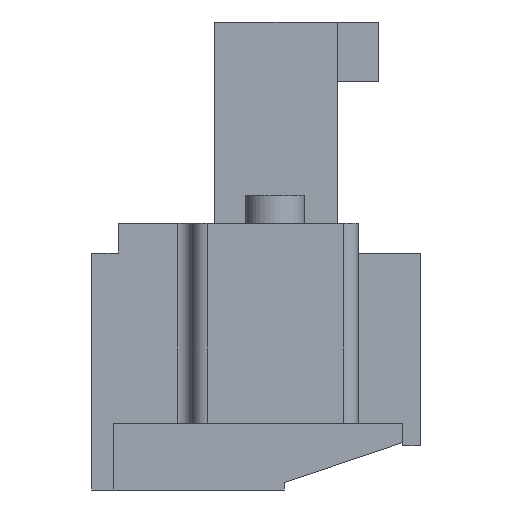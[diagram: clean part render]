
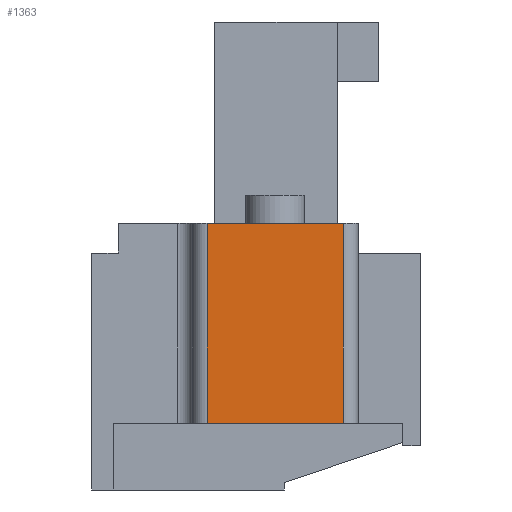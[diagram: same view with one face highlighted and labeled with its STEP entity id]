
A CAD part, left-side view. The second image highlights one B-rep face of the part: STEP entity #1363.
In plain terms, the highlighted planar face has unit normal (-1, 0, 0).
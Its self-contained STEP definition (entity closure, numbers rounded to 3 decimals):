
#1363 = ADVANCED_FACE( '', ( #3027 ), #3028, .T. );
#3027 = FACE_OUTER_BOUND( '', #5143, .T. );
#3028 = PLANE( '', #5144 );
#5143 = EDGE_LOOP( '', ( #8439, #8440, #8441, #8442 ) );
#5144 = AXIS2_PLACEMENT_3D( '', #8443, #8444, #8445 );
#8439 = ORIENTED_EDGE( '', *, *, #13602, .T. );
#8440 = ORIENTED_EDGE( '', *, *, #13603, .T. );
#8441 = ORIENTED_EDGE( '', *, *, #13432, .T. );
#8442 = ORIENTED_EDGE( '', *, *, #13604, .T. );
#8443 = CARTESIAN_POINT( '', ( -18.535, 0., 0. ) );
#8444 = DIRECTION( '', ( -1., 0., 0. ) );
#8445 = DIRECTION( '', ( 0., 0., 1. ) );
#13432 = EDGE_CURVE( '', #16414, #16415, #16416, .T. );
#13602 = EDGE_CURVE( '', #16683, #16684, #16685, .T. );
#13603 = EDGE_CURVE( '', #16684, #16414, #16686, .T. );
#13604 = EDGE_CURVE( '', #16415, #16683, #16687, .T. );
#16414 = VERTEX_POINT( '', #20579 );
#16415 = VERTEX_POINT( '', #20580 );
#16416 = LINE( '', #20581, #20582 );
#16683 = VERTEX_POINT( '', #20990 );
#16684 = VERTEX_POINT( '', #20991 );
#16685 = LINE( '', #20992, #20993 );
#16686 = LINE( '', #20994, #20995 );
#16687 = LINE( '', #20996, #20997 );
#20579 = CARTESIAN_POINT( '', ( -18.535, 1.05, -1.75 ) );
#20580 = CARTESIAN_POINT( '', ( -18.535, -3.55, -1.75 ) );
#20581 = CARTESIAN_POINT( '', ( -18.535, 1.55, -1.75 ) );
#20582 = VECTOR( '', #24301, 1000. );
#20990 = CARTESIAN_POINT( '', ( -18.535, -3.55, 5. ) );
#20991 = CARTESIAN_POINT( '', ( -18.535, 1.05, 5. ) );
#20992 = CARTESIAN_POINT( '', ( -18.535, -4.05, 5. ) );
#20993 = VECTOR( '', #24470, 1000. );
#20994 = CARTESIAN_POINT( '', ( -18.535, 1.05, -1.75 ) );
#20995 = VECTOR( '', #24471, 1000. );
#20996 = CARTESIAN_POINT( '', ( -18.535, -3.55, 5. ) );
#20997 = VECTOR( '', #24472, 1000. );
#24301 = DIRECTION( '', ( 0., -1., 0. ) );
#24470 = DIRECTION( '', ( 0., 1., 0. ) );
#24471 = DIRECTION( '', ( 0., 0., -1. ) );
#24472 = DIRECTION( '', ( 0., 0., 1. ) );
